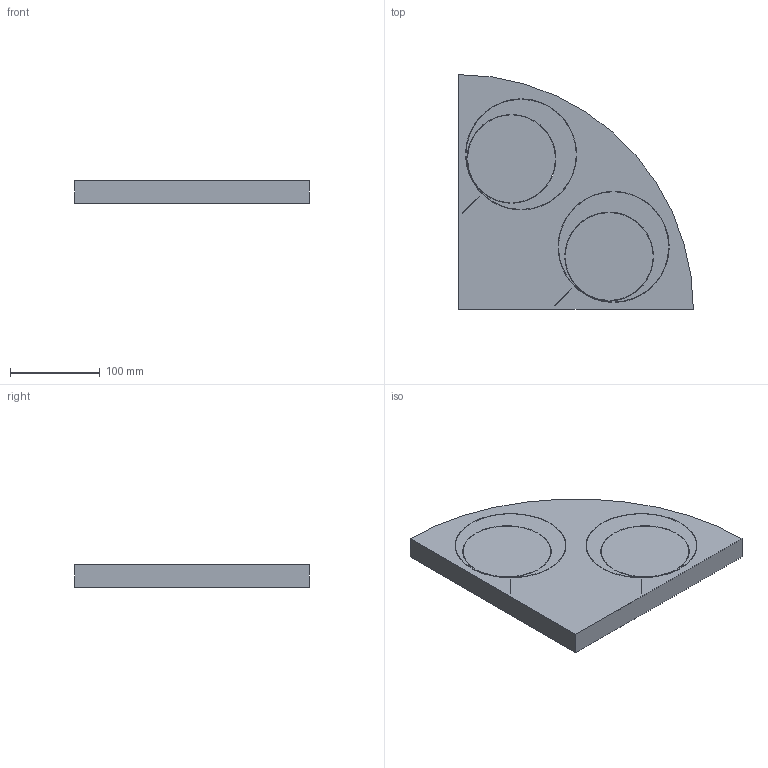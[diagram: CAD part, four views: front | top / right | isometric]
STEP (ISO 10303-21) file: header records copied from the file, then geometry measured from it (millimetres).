
FILE_DESCRIPTION((''),'2;1');
FILE_NAME('HINT-FE-015.stp','2014-03-05T13:53:49',(''),(''),'Autodesk Inventor 2013','Autodesk Inventor 2013','');
FILE_SCHEMA(('AUTOMOTIVE_DESIGN { 1 2 10303 214 0 1 1 1 }'));
Length unit declared in the file: millimetre
Products named in the file (1): HINT-FE-015
Bounding box: 262 x 262 x 25 mm (x, y, z)
Volume: 1330032.4 mm3; surface area: 201207.8 mm2
Topology: 1 solids, 1 shells, 73 faces, 249 edges, 166 vertices
Faces by surface type: plane 62, cylinder 11
Full cylindrical faces by diameter (mm): 98 x2, 99 x2, 123 x2, 124 x2
Entity records: 2707 total; most frequent: ORIENTED_EDGE 466, CARTESIAN_POINT 465, DIRECTION 459, EDGE_CURVE 233, VERTEX_POINT 158, VECTOR 155, LINE 155, AXIS2_PLACEMENT_3D 152
